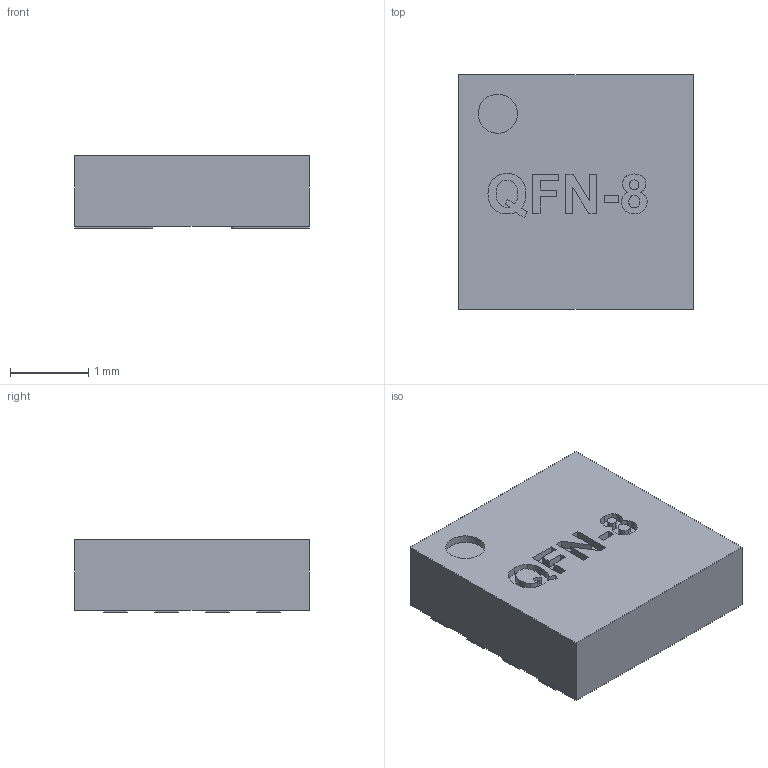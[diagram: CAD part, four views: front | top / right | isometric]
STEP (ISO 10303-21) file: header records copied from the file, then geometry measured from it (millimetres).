
FILE_DESCRIPTION(/* description */ (''),/* implementation_level */ '2;1');
FILE_NAME(/* name */ 'QFN_8P_3x3mm.step',/* time_stamp */ '2023-07-12T11:56:45+08:00',/* author */ (''),/* organization */ (''),/* preprocessor_version */ 'ST-DEVELOPER v19.2',/* originating_system */ 'Autodesk Translation Framework v12.6.0.85',/* authorisation */ '');
FILE_SCHEMA (('AUTOMOTIVE_DESIGN { 1 0 10303 214 3 1 1 }'));
Length unit declared in the file: millimetre
Products named in the file (1): QFN_8P_3x3mm
Bounding box: 3 x 3 x 0.93 mm (x, y, z)
Volume: 8.1 mm3; surface area: 35.3 mm2
Topology: 9 solids, 9 shells, 161 faces, 402 edges, 268 vertices
Faces by surface type: plane 89, bspline 55, cylinder 17
Full cylindrical faces by diameter (mm): 0.5 x1
Entity records: 5332 total; most frequent: CARTESIAN_POINT 1767, ORIENTED_EDGE 804, DIRECTION 540, EDGE_CURVE 402, VERTEX_POINT 268, LINE 258, VECTOR 258, EDGE_LOOP 170
